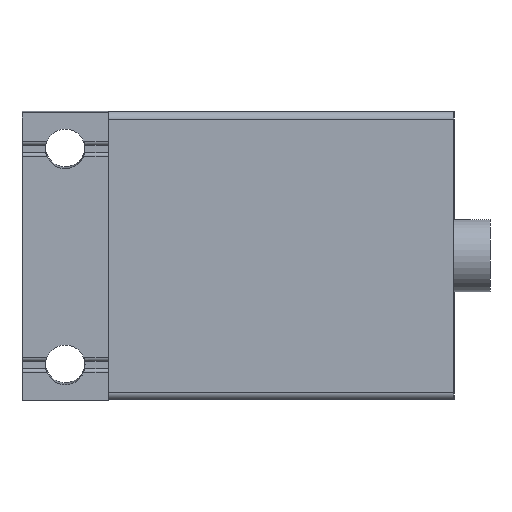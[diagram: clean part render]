
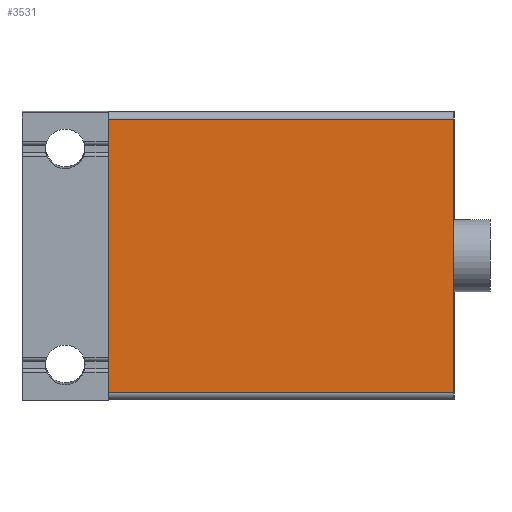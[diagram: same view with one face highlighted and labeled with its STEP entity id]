
A CAD part, left-side view. The second image highlights one B-rep face of the part: STEP entity #3531.
In plain terms, the highlighted planar face has unit normal (-1, 0, 0).
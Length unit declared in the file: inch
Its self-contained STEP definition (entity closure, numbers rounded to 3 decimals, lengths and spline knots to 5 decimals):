
#2033 = VERTEX_POINT ( 'NONE', #14521 ) ;
#3531 = ADVANCED_FACE ( 'NONE', ( #50913 ), #14115, .T. ) ;
#3546 = EDGE_CURVE ( 'NONE', #70557, #9170, #68482, .T. ) ;
#7598 = DIRECTION ( 'NONE',  ( 0., 0., 1. ) ) ;
#7928 = EDGE_CURVE ( 'NONE', #31950, #9170, #27360, .T. ) ;
#9170 = VERTEX_POINT ( 'NONE', #29768 ) ;
#13018 = EDGE_CURVE ( 'NONE', #2033, #70557, #18838, .T. ) ;
#14115 = PLANE ( 'NONE',  #29501 ) ;
#14518 = ORIENTED_EDGE ( 'NONE', *, *, #44697, .T. ) ;
#14521 = CARTESIAN_POINT ( 'NONE',  ( -0.7874, -1.77165, -0.74803 ) ) ;
#15902 = ORIENTED_EDGE ( 'NONE', *, *, #3546, .F. ) ;
#18838 = LINE ( 'NONE', #53290, #26149 ) ;
#20825 = DIRECTION ( 'NONE',  ( 0., 0., 1. ) ) ;
#21567 = VECTOR ( 'NONE', #20825, 39.37008 ) ;
#25566 = CARTESIAN_POINT ( 'NONE',  ( -0.7874, -1.77165, 0.74803 ) ) ;
#26149 = VECTOR ( 'NONE', #41968, 39.37008 ) ;
#27360 = LINE ( 'NONE', #36225, #69727 ) ;
#29501 = AXIS2_PLACEMENT_3D ( 'NONE', #73917, #50534, #55705 ) ;
#29768 = CARTESIAN_POINT ( 'NONE',  ( -0.7874, 0.11811, 0.74803 ) ) ;
#31950 = VERTEX_POINT ( 'NONE', #25566 ) ;
#36225 = CARTESIAN_POINT ( 'NONE',  ( -0.7874, 0., 0.74803 ) ) ;
#36730 = DIRECTION ( 'NONE',  ( 0., 1., 0. ) ) ;
#38708 = VECTOR ( 'NONE', #7598, 39.37008 ) ;
#41225 = EDGE_LOOP ( 'NONE', ( #55838, #15902, #52860, #14518 ) ) ;
#41968 = DIRECTION ( 'NONE',  ( 0., 1., 0. ) ) ;
#44697 = EDGE_CURVE ( 'NONE', #2033, #31950, #52524, .T. ) ;
#50534 = DIRECTION ( 'NONE',  ( -1., 0., 0. ) ) ;
#50913 = FACE_OUTER_BOUND ( 'NONE', #41225, .T. ) ;
#52524 = LINE ( 'NONE', #67014, #38708 ) ;
#52860 = ORIENTED_EDGE ( 'NONE', *, *, #13018, .F. ) ;
#53290 = CARTESIAN_POINT ( 'NONE',  ( -0.7874, -0.84646, -0.74803 ) ) ;
#55705 = DIRECTION ( 'NONE',  ( 0., 0., 1. ) ) ;
#55838 = ORIENTED_EDGE ( 'NONE', *, *, #7928, .T. ) ;
#58896 = CARTESIAN_POINT ( 'NONE',  ( -0.7874, 0.11811, -0.74803 ) ) ;
#62134 = CARTESIAN_POINT ( 'NONE',  ( -0.7874, 0.11811, 0. ) ) ;
#67014 = CARTESIAN_POINT ( 'NONE',  ( -0.7874, -1.77165, 0. ) ) ;
#68482 = LINE ( 'NONE', #62134, #21567 ) ;
#69727 = VECTOR ( 'NONE', #36730, 39.37008 ) ;
#70557 = VERTEX_POINT ( 'NONE', #58896 ) ;
#73917 = CARTESIAN_POINT ( 'NONE',  ( -0.7874, 0., 0. ) ) ;
